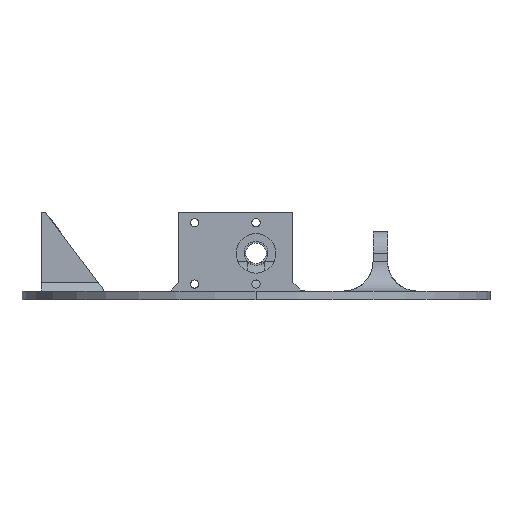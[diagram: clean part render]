
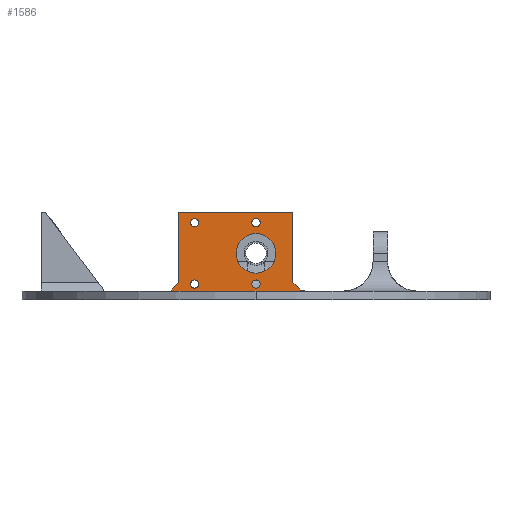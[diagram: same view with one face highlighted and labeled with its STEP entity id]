
A CAD part, left-side view. The second image highlights one B-rep face of the part: STEP entity #1586.
In plain terms, the highlighted planar face has unit normal (-1, 0, 0).
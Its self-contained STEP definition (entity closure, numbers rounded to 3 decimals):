
#5 = DIRECTION ( 'NONE',  ( 0., 0.707, 0.707 ) ) ;
#45 = CIRCLE ( 'NONE', #1996, 6.75 ) ;
#55 = VERTEX_POINT ( 'NONE', #1959 ) ;
#58 = VERTEX_POINT ( 'NONE', #2027 ) ;
#105 = ORIENTED_EDGE ( 'NONE', *, *, #3100, .T. ) ;
#127 = VECTOR ( 'NONE', #5, 1000. ) ;
#134 = CARTESIAN_POINT ( 'NONE',  ( -73.5, 21., 27.8 ) ) ;
#151 = CIRCLE ( 'NONE', #1184, 1.4 ) ;
#174 = AXIS2_PLACEMENT_3D ( 'NONE', #737, #2134, #3165 ) ;
#184 = DIRECTION ( 'NONE',  ( 1., 0., 0. ) ) ;
#208 = VECTOR ( 'NONE', #1803, 1000. ) ;
#232 = CARTESIAN_POINT ( 'NONE',  ( -73.5, -12.6, 6. ) ) ;
#259 = CARTESIAN_POINT ( 'NONE',  ( -73.5, 21., 26.4 ) ) ;
#296 = EDGE_LOOP ( 'NONE', ( #3035, #1308 ) ) ;
#298 = VERTEX_POINT ( 'NONE', #1128 ) ;
#301 = CARTESIAN_POINT ( 'NONE',  ( -73.5, -12.6, 3. ) ) ;
#306 = ORIENTED_EDGE ( 'NONE', *, *, #2660, .T. ) ;
#353 = ORIENTED_EDGE ( 'NONE', *, *, #3280, .T. ) ;
#411 = EDGE_CURVE ( 'NONE', #1542, #2176, #2474, .T. ) ;
#412 = ORIENTED_EDGE ( 'NONE', *, *, #3184, .T. ) ;
#428 = DIRECTION ( 'NONE',  ( 0., 0., -1. ) ) ;
#462 = DIRECTION ( 'NONE',  ( 0., 0., -1. ) ) ;
#473 = DIRECTION ( 'NONE',  ( 0., 0., -1. ) ) ;
#481 = AXIS2_PLACEMENT_3D ( 'NONE', #1647, #2459, #2442 ) ;
#573 = EDGE_CURVE ( 'NONE', #55, #298, #998, .T. ) ;
#577 = CARTESIAN_POINT ( 'NONE',  ( -73.5, 21., 5.4 ) ) ;
#578 = AXIS2_PLACEMENT_3D ( 'NONE', #1337, #1417, #2183 ) ;
#591 = ORIENTED_EDGE ( 'NONE', *, *, #3344, .T. ) ;
#610 = CARTESIAN_POINT ( 'NONE',  ( -73.5, 0., 22.65 ) ) ;
#641 = ORIENTED_EDGE ( 'NONE', *, *, #959, .F. ) ;
#653 = DIRECTION ( 'NONE',  ( 1., 0., 0. ) ) ;
#678 = DIRECTION ( 'NONE',  ( 0., 0., 1. ) ) ;
#681 = DIRECTION ( 'NONE',  ( 0., 0.707, -0.707 ) ) ;
#731 = EDGE_CURVE ( 'NONE', #3298, #1383, #2783, .T. ) ;
#737 = CARTESIAN_POINT ( 'NONE',  ( -73.5, -12.6, 32. ) ) ;
#793 = ORIENTED_EDGE ( 'NONE', *, *, #1440, .T. ) ;
#795 = VERTEX_POINT ( 'NONE', #232 ) ;
#846 = CARTESIAN_POINT ( 'NONE',  ( -73.5, 21., 6.8 ) ) ;
#858 = AXIS2_PLACEMENT_3D ( 'NONE', #3011, #3299, #473 ) ;
#873 = ORIENTED_EDGE ( 'NONE', *, *, #3249, .T. ) ;
#892 = VERTEX_POINT ( 'NONE', #1565 ) ;
#915 = CARTESIAN_POINT ( 'NONE',  ( -73.5, -12.6, 30. ) ) ;
#959 = EDGE_CURVE ( 'NONE', #2772, #1649, #2615, .T. ) ;
#986 = FACE_BOUND ( 'NONE', #2475, .T. ) ;
#998 = CIRCLE ( 'NONE', #1636, 1.4 ) ;
#1024 = DIRECTION ( 'NONE',  ( 0., 0., -1. ) ) ;
#1128 = CARTESIAN_POINT ( 'NONE',  ( -73.5, 0., 4. ) ) ;
#1133 = EDGE_CURVE ( 'NONE', #1383, #3298, #1765, .T. ) ;
#1184 = AXIS2_PLACEMENT_3D ( 'NONE', #2997, #1433, #1416 ) ;
#1226 = FACE_BOUND ( 'NONE', #2724, .T. ) ;
#1251 = CARTESIAN_POINT ( 'NONE',  ( -73.5, 26.4, 30. ) ) ;
#1279 = VECTOR ( 'NONE', #1327, 1000. ) ;
#1308 = ORIENTED_EDGE ( 'NONE', *, *, #1133, .T. ) ;
#1320 = CARTESIAN_POINT ( 'NONE',  ( -73.5, 0., 9.15 ) ) ;
#1326 = DIRECTION ( 'NONE',  ( 0., 0., -1. ) ) ;
#1327 = DIRECTION ( 'NONE',  ( 0., 1., 0. ) ) ;
#1337 = CARTESIAN_POINT ( 'NONE',  ( -73.5, 21., 26.4 ) ) ;
#1348 = CARTESIAN_POINT ( 'NONE',  ( -73.5, 29.4, 3. ) ) ;
#1361 = CARTESIAN_POINT ( 'NONE',  ( -73.5, 26.4, 32. ) ) ;
#1376 = DIRECTION ( 'NONE',  ( 0., 0., -1. ) ) ;
#1383 = VERTEX_POINT ( 'NONE', #134 ) ;
#1416 = DIRECTION ( 'NONE',  ( 0., 0., -1. ) ) ;
#1417 = DIRECTION ( 'NONE',  ( 1., 0., 0. ) ) ;
#1433 = DIRECTION ( 'NONE',  ( 1., 0., 0. ) ) ;
#1440 = EDGE_CURVE ( 'NONE', #58, #892, #3147, .T. ) ;
#1442 = VERTEX_POINT ( 'NONE', #1459 ) ;
#1459 = CARTESIAN_POINT ( 'NONE',  ( -73.5, 26.4, 6. ) ) ;
#1475 = FACE_OUTER_BOUND ( 'NONE', #1498, .T. ) ;
#1498 = EDGE_LOOP ( 'NONE', ( #641, #306, #873, #2220, #2295, #2836 ) ) ;
#1542 = VERTEX_POINT ( 'NONE', #1251 ) ;
#1565 = CARTESIAN_POINT ( 'NONE',  ( -73.5, 0., 25. ) ) ;
#1586 = ADVANCED_FACE ( 'NONE', ( #1475, #2504, #986, #1226, #3305, #2019 ), #3051, .T. ) ;
#1636 = AXIS2_PLACEMENT_3D ( 'NONE', #2572, #2827, #1778 ) ;
#1647 = CARTESIAN_POINT ( 'NONE',  ( -73.5, 0., 26.4 ) ) ;
#1649 = VERTEX_POINT ( 'NONE', #1348 ) ;
#1665 = LINE ( 'NONE', #2688, #2385 ) ;
#1759 = CARTESIAN_POINT ( 'NONE',  ( -73.5, -12.6, 6. ) ) ;
#1765 = CIRCLE ( 'NONE', #1869, 1.4 ) ;
#1769 = VECTOR ( 'NONE', #678, 1000. ) ;
#1778 = DIRECTION ( 'NONE',  ( 0., 0., -1. ) ) ;
#1803 = DIRECTION ( 'NONE',  ( 0., 0., 1. ) ) ;
#1834 = EDGE_CURVE ( 'NONE', #1442, #1649, #1665, .T. ) ;
#1869 = AXIS2_PLACEMENT_3D ( 'NONE', #259, #3325, #1024 ) ;
#1885 = DIRECTION ( 'NONE',  ( 1., 0., 0. ) ) ;
#1954 = ORIENTED_EDGE ( 'NONE', *, *, #573, .T. ) ;
#1959 = CARTESIAN_POINT ( 'NONE',  ( -73.5, 0., 6.8 ) ) ;
#1996 = AXIS2_PLACEMENT_3D ( 'NONE', #2477, #1885, #1376 ) ;
#2019 = FACE_BOUND ( 'NONE', #2148, .T. ) ;
#2027 = CARTESIAN_POINT ( 'NONE',  ( -73.5, 0., 27.8 ) ) ;
#2089 = VERTEX_POINT ( 'NONE', #846 ) ;
#2134 = DIRECTION ( 'NONE',  ( -1., 0., 0. ) ) ;
#2148 = EDGE_LOOP ( 'NONE', ( #353, #591 ) ) ;
#2164 = CARTESIAN_POINT ( 'NONE',  ( -73.5, 21., 4. ) ) ;
#2176 = VERTEX_POINT ( 'NONE', #915 ) ;
#2183 = DIRECTION ( 'NONE',  ( 0., 0., -1. ) ) ;
#2220 = ORIENTED_EDGE ( 'NONE', *, *, #411, .F. ) ;
#2264 = CIRCLE ( 'NONE', #481, 1.4 ) ;
#2276 = CARTESIAN_POINT ( 'NONE',  ( -73.5, -12.6, 30. ) ) ;
#2295 = ORIENTED_EDGE ( 'NONE', *, *, #3095, .F. ) ;
#2329 = DIRECTION ( 'NONE',  ( 1., 0., 0. ) ) ;
#2336 = VERTEX_POINT ( 'NONE', #1320 ) ;
#2385 = VECTOR ( 'NONE', #681, 1000. ) ;
#2417 = AXIS2_PLACEMENT_3D ( 'NONE', #577, #2329, #1326 ) ;
#2442 = DIRECTION ( 'NONE',  ( 0., 0., -1. ) ) ;
#2459 = DIRECTION ( 'NONE',  ( 1., 0., 0. ) ) ;
#2474 = LINE ( 'NONE', #2276, #3155 ) ;
#2475 = EDGE_LOOP ( 'NONE', ( #105, #2518 ) ) ;
#2477 = CARTESIAN_POINT ( 'NONE',  ( -73.5, 0., 15.9 ) ) ;
#2493 = AXIS2_PLACEMENT_3D ( 'NONE', #2744, #653, #428 ) ;
#2504 = FACE_BOUND ( 'NONE', #296, .T. ) ;
#2518 = ORIENTED_EDGE ( 'NONE', *, *, #2995, .T. ) ;
#2572 = CARTESIAN_POINT ( 'NONE',  ( -73.5, 0., 5.4 ) ) ;
#2580 = LINE ( 'NONE', #1361, #208 ) ;
#2615 = LINE ( 'NONE', #301, #1279 ) ;
#2660 = EDGE_CURVE ( 'NONE', #2772, #795, #3306, .T. ) ;
#2685 = ORIENTED_EDGE ( 'NONE', *, *, #2882, .T. ) ;
#2688 = CARTESIAN_POINT ( 'NONE',  ( -73.5, 29.4, 3. ) ) ;
#2724 = EDGE_LOOP ( 'NONE', ( #2685, #1954 ) ) ;
#2731 = DIRECTION ( 'NONE',  ( 0., -1., 0. ) ) ;
#2734 = CARTESIAN_POINT ( 'NONE',  ( -73.5, -12.6, 32. ) ) ;
#2735 = EDGE_LOOP ( 'NONE', ( #412, #793 ) ) ;
#2744 = CARTESIAN_POINT ( 'NONE',  ( -73.5, 0., 26.4 ) ) ;
#2769 = CARTESIAN_POINT ( 'NONE',  ( -73.5, 21., 5.4 ) ) ;
#2772 = VERTEX_POINT ( 'NONE', #3097 ) ;
#2783 = CIRCLE ( 'NONE', #578, 1.4 ) ;
#2797 = CIRCLE ( 'NONE', #858, 6.75 ) ;
#2827 = DIRECTION ( 'NONE',  ( 1., 0., 0. ) ) ;
#2836 = ORIENTED_EDGE ( 'NONE', *, *, #1834, .T. ) ;
#2850 = CIRCLE ( 'NONE', #2964, 1.4 ) ;
#2882 = EDGE_CURVE ( 'NONE', #298, #55, #151, .T. ) ;
#2964 = AXIS2_PLACEMENT_3D ( 'NONE', #2769, #184, #462 ) ;
#2992 = LINE ( 'NONE', #2734, #1769 ) ;
#2995 = EDGE_CURVE ( 'NONE', #2089, #3180, #2850, .T. ) ;
#2997 = CARTESIAN_POINT ( 'NONE',  ( -73.5, 0., 5.4 ) ) ;
#3011 = CARTESIAN_POINT ( 'NONE',  ( -73.5, 0., 15.9 ) ) ;
#3035 = ORIENTED_EDGE ( 'NONE', *, *, #731, .T. ) ;
#3051 = PLANE ( 'NONE',  #174 ) ;
#3073 = CIRCLE ( 'NONE', #2417, 1.4 ) ;
#3095 = EDGE_CURVE ( 'NONE', #1442, #1542, #2580, .T. ) ;
#3097 = CARTESIAN_POINT ( 'NONE',  ( -73.5, -15.6, 3. ) ) ;
#3100 = EDGE_CURVE ( 'NONE', #3180, #2089, #3073, .T. ) ;
#3147 = CIRCLE ( 'NONE', #2493, 1.4 ) ;
#3155 = VECTOR ( 'NONE', #2731, 1000. ) ;
#3165 = DIRECTION ( 'NONE',  ( 0., 0., 1. ) ) ;
#3180 = VERTEX_POINT ( 'NONE', #2164 ) ;
#3184 = EDGE_CURVE ( 'NONE', #892, #58, #2264, .T. ) ;
#3185 = VERTEX_POINT ( 'NONE', #610 ) ;
#3214 = CARTESIAN_POINT ( 'NONE',  ( -73.5, 21., 25. ) ) ;
#3249 = EDGE_CURVE ( 'NONE', #795, #2176, #2992, .T. ) ;
#3280 = EDGE_CURVE ( 'NONE', #2336, #3185, #45, .T. ) ;
#3298 = VERTEX_POINT ( 'NONE', #3214 ) ;
#3299 = DIRECTION ( 'NONE',  ( 1., 0., 0. ) ) ;
#3305 = FACE_BOUND ( 'NONE', #2735, .T. ) ;
#3306 = LINE ( 'NONE', #1759, #127 ) ;
#3325 = DIRECTION ( 'NONE',  ( 1., 0., 0. ) ) ;
#3344 = EDGE_CURVE ( 'NONE', #3185, #2336, #2797, .T. ) ;
